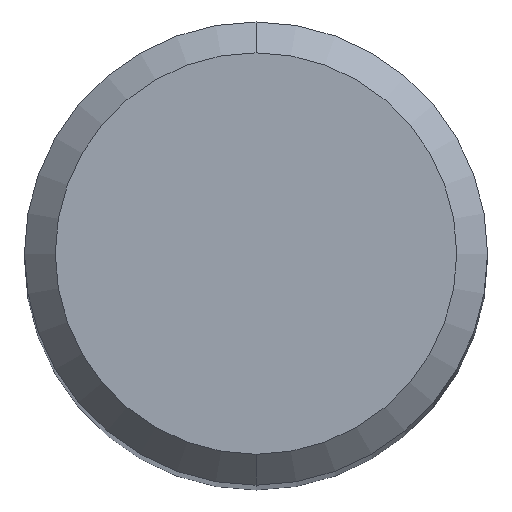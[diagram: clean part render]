
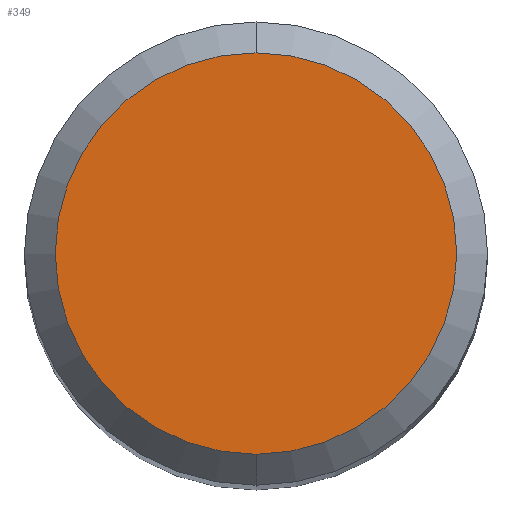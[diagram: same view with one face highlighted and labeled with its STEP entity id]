
A CAD part, top view. The second image highlights one B-rep face of the part: STEP entity #349.
In plain terms, the highlighted planar face has unit normal (0, 0, 1).
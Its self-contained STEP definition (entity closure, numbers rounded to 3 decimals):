
#257=VERTEX_POINT('',#580);
#273=EDGE_CURVE('',#257,#317,#596,.T.);
#317=VERTEX_POINT('',#645);
#349=ADVANCED_FACE('',(#684),#685,.T.);
#417=EDGE_CURVE('',#317,#257,#757,.T.);
#580=CARTESIAN_POINT('',(0.,-2.6,0.0));
#596=CIRCLE('',#1009,2.6);
#645=CARTESIAN_POINT('',(0.0,2.6,0.0));
#684=FACE_OUTER_BOUND('',#1205,.T.);
#685=PLANE('',#1206);
#757=CIRCLE('',#1385,2.6);
#1009=AXIS2_PLACEMENT_3D('',#1572,#1573,#1574);
#1205=EDGE_LOOP('',(#1691,#1692));
#1206=AXIS2_PLACEMENT_3D('',#1693,#1694,#1695);
#1385=AXIS2_PLACEMENT_3D('',#1755,#1756,#1757);
#1572=CARTESIAN_POINT('',(0.0,0.0,0.0));
#1573=DIRECTION('',(0.0,0.0,-1.0));
#1574=DIRECTION('',(0.0,1.0,0.0));
#1691=ORIENTED_EDGE('',*,*,#417,.F.);
#1692=ORIENTED_EDGE('',*,*,#273,.F.);
#1693=CARTESIAN_POINT('',(0.0,1.3,0.0));
#1694=DIRECTION('',(-0.0,0.0,1.0));
#1695=DIRECTION('',(0.0,-1.0,0.0));
#1755=CARTESIAN_POINT('',(0.0,0.0,0.0));
#1756=DIRECTION('',(0.0,0.0,-1.0));
#1757=DIRECTION('',(0.0,1.0,0.0));
